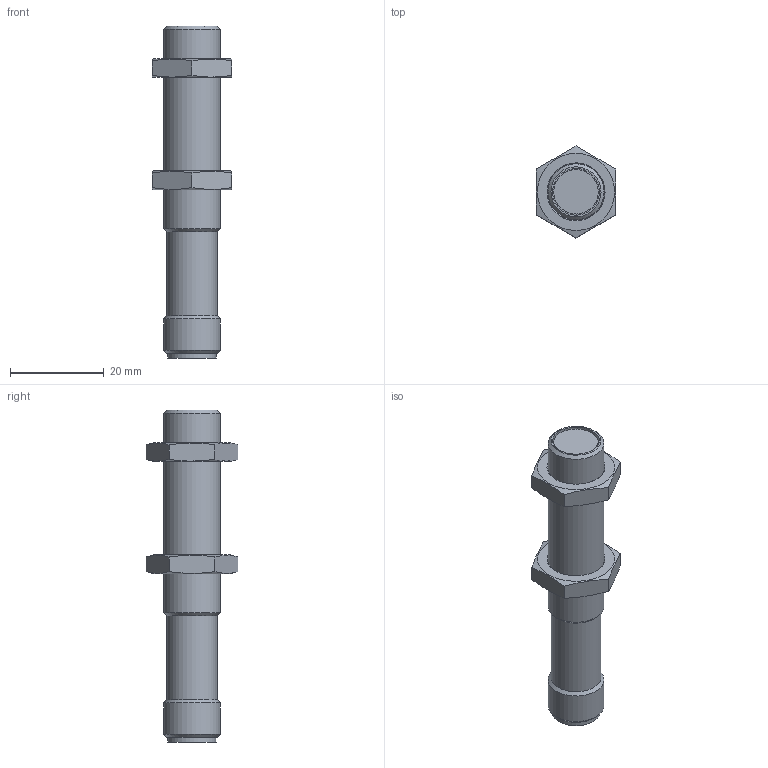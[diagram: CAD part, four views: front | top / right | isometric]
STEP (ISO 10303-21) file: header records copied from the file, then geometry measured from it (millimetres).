
FILE_DESCRIPTION(/* description */ ('DISO X xxx'),/* implementation_level */ '2;1');
FILE_NAME(/* name */ 'BEK-PM12-G5T-BS-.stp',/* time_stamp */ '2015-07-13T10:19:28+02:00',/* author */ ('lsa'),/* organization */ (''),/* preprocessor_version */ 'ST-DEVELOPER v15.6',/* originating_system */ 'Autodesk Inventor 2015',/* authorisation */ '');
FILE_SCHEMA (('AUTOMOTIVE_DESIGN { 1 0 10303 214 3 1 1 }'));
Length unit declared in the file: millimetre
Products named in the file (1): 3D Daten PM12
Bounding box: 17 x 19.63 x 71 mm (x, y, z)
Volume: 8114.2 mm3; surface area: 7052 mm2
Topology: 1 solids, 5 shells, 146 faces, 343 edges, 226 vertices
Faces by surface type: plane 70, cylinder 42, cone 27, sphere 4, torus 2, bspline 1
Full cylindrical faces by diameter (mm): 0.6 x4, 1 x4, 1.05 x4, 6.9 x1, 7 x1, 7.6 x1, 7.8 x1, 8 x3, 8.3 x1, 9.4 x3, 9.5 x1, 10 x3, 10.4 x1, 10.7 x1, 12 x4
Entity records: 3644 total; most frequent: CARTESIAN_POINT 654, DIRECTION 620, ORIENTED_EDGE 486, AXIS2_PLACEMENT_3D 258, EDGE_CURVE 241, EDGE_LOOP 237, VERTEX_POINT 190, FACE_OUTER_BOUND 146
